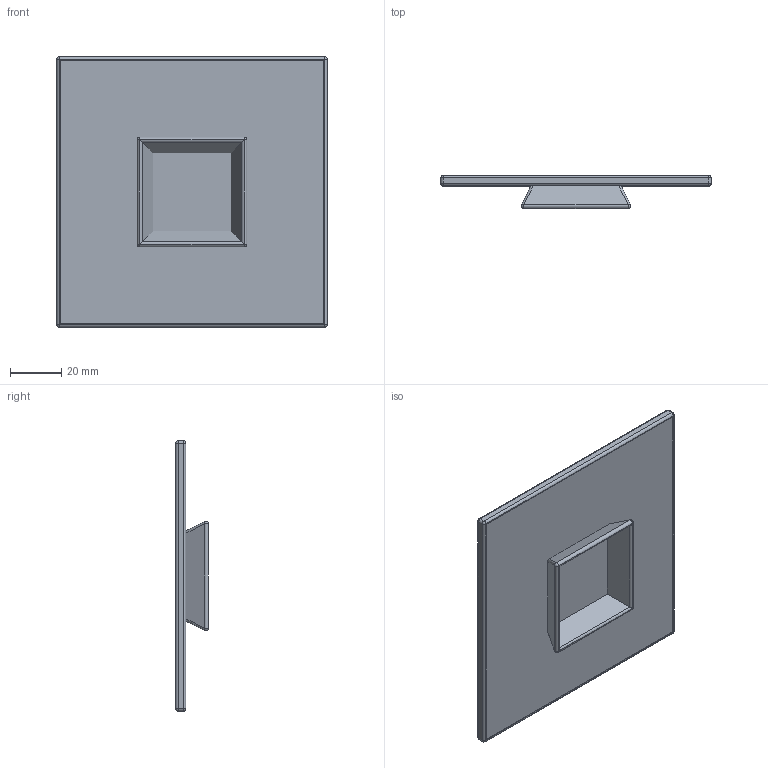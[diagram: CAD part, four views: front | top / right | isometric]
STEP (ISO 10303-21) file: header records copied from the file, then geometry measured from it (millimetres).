
FILE_DESCRIPTION(('FreeCAD Model'),'2;1');
FILE_NAME('Open CASCADE Shape Model','2025-02-10T01:11:45',('Author'),( ''),'Open CASCADE STEP processor 7.6','FreeCAD','Unknown');
FILE_SCHEMA(('AUTOMOTIVE_DESIGN { 1 0 10303 214 1 1 1 1 }'));
Length unit declared in the file: millimetre
Products named in the file (1): Body
Bounding box: 105 x 12.8 x 105 mm (x, y, z)
Volume: 25892.8 mm3; surface area: 26939.1 mm2
Topology: 1 solids, 1 shells, 58 faces, 132 edges, 68 vertices
Faces by surface type: plane 22, cylinder 20, sphere 12, bspline 4
Entity records: 3470 total; most frequent: CARTESIAN_POINT 1007, DIRECTION 454, LINE 264, VECTOR 264, ORIENTED_EDGE 240, PCURVE 240, DEFINITIONAL_REPRESENTATION 240, EDGE_CURVE 120
